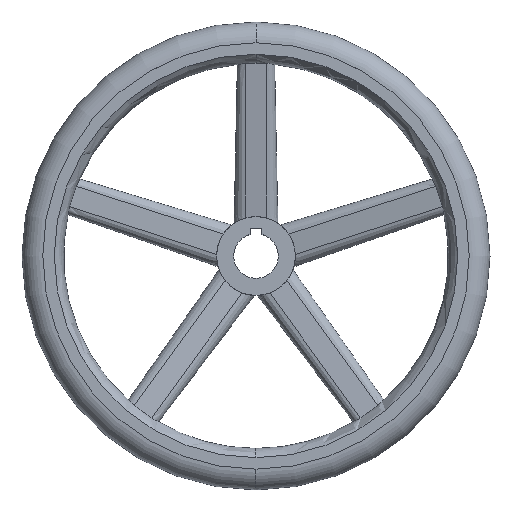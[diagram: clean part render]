
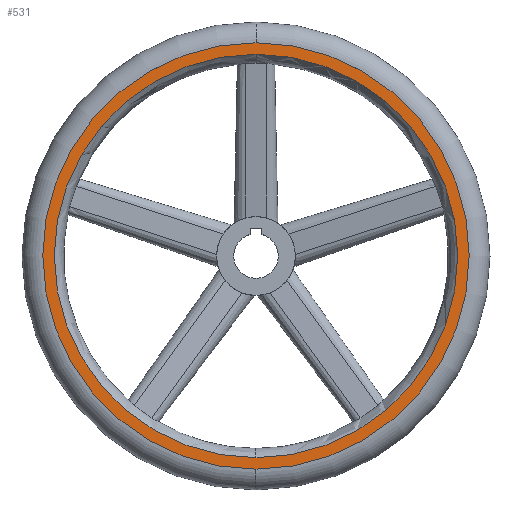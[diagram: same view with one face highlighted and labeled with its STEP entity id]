
A CAD part, top view. The second image highlights one B-rep face of the part: STEP entity #531.
In plain terms, the highlighted planar face has unit normal (0, 0, 1).
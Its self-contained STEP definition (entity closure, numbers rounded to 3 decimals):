
#283=VERTEX_POINT('',#817);
#297=EDGE_CURVE('',#617,#351,#832,.T.);
#351=VERTEX_POINT('',#893);
#391=EDGE_CURVE('',#351,#659,#938,.T.);
#491=EDGE_CURVE('',#539,#283,#1048,.T.);
#523=EDGE_CURVE('',#283,#539,#1082,.T.);
#531=ADVANCED_FACE('',(#1091,#1092),#1093,.F.);
#539=VERTEX_POINT('',#1102);
#585=EDGE_CURVE('',#659,#617,#1151,.T.);
#617=VERTEX_POINT('',#1183);
#659=VERTEX_POINT('',#1228);
#817=CARTESIAN_POINT('',(0.,143.5,53.667));
#832=CIRCLE('',#1413,135.761);
#893=CARTESIAN_POINT('',(0.,135.761,53.667));
#938=CIRCLE('',#1839,135.761);
#1048=CIRCLE('',#2108,143.5);
#1082=CIRCLE('',#2182,143.5);
#1091=FACE_BOUND('',#2193,.T.);
#1092=FACE_OUTER_BOUND('',#2194,.T.);
#1093=PLANE('',#2195);
#1102=CARTESIAN_POINT('',(0.,-143.5,53.667));
#1151=CIRCLE('',#2333,135.761);
#1183=CARTESIAN_POINT('',(0.,-135.761,53.667));
#1228=CARTESIAN_POINT('',(-135.761,0.,53.667));
#1413=AXIS2_PLACEMENT_3D('',#3165,#3166,#3167);
#1839=AXIS2_PLACEMENT_3D('',#3291,#3292,#3293);
#2108=AXIS2_PLACEMENT_3D('',#3418,#3419,#3420);
#2182=AXIS2_PLACEMENT_3D('',#3447,#3448,#3449);
#2193=EDGE_LOOP('',(#3461,#3462,#3463));
#2194=EDGE_LOOP('',(#3464,#3465));
#2195=AXIS2_PLACEMENT_3D('',#3466,#3467,#3468);
#2333=AXIS2_PLACEMENT_3D('',#3533,#3534,#3535);
#3165=CARTESIAN_POINT('',(0.,0.,53.667));
#3166=DIRECTION('',(0.,0.,1.0));
#3167=DIRECTION('',(1.0,0.0,0.));
#3291=CARTESIAN_POINT('',(0.,0.,53.667));
#3292=DIRECTION('',(0.,0.,1.0));
#3293=DIRECTION('',(1.0,0.0,0.));
#3418=CARTESIAN_POINT('',(0.,0.,53.667));
#3419=DIRECTION('',(0.,0.,1.0));
#3420=DIRECTION('',(0.,1.0,0.));
#3447=CARTESIAN_POINT('',(0.,0.,53.667));
#3448=DIRECTION('',(0.,0.,1.0));
#3449=DIRECTION('',(0.,1.0,0.));
#3461=ORIENTED_EDGE('',*,*,#585,.F.);
#3462=ORIENTED_EDGE('',*,*,#391,.F.);
#3463=ORIENTED_EDGE('',*,*,#297,.F.);
#3464=ORIENTED_EDGE('',*,*,#523,.T.);
#3465=ORIENTED_EDGE('',*,*,#491,.T.);
#3466=CARTESIAN_POINT('',(0.,136.5,53.667));
#3467=DIRECTION('',(0.,0.,-1.0));
#3468=DIRECTION('',(0.,-1.0,0.0));
#3533=CARTESIAN_POINT('',(0.,0.,53.667));
#3534=DIRECTION('',(0.,0.,1.0));
#3535=DIRECTION('',(1.0,0.0,0.));
